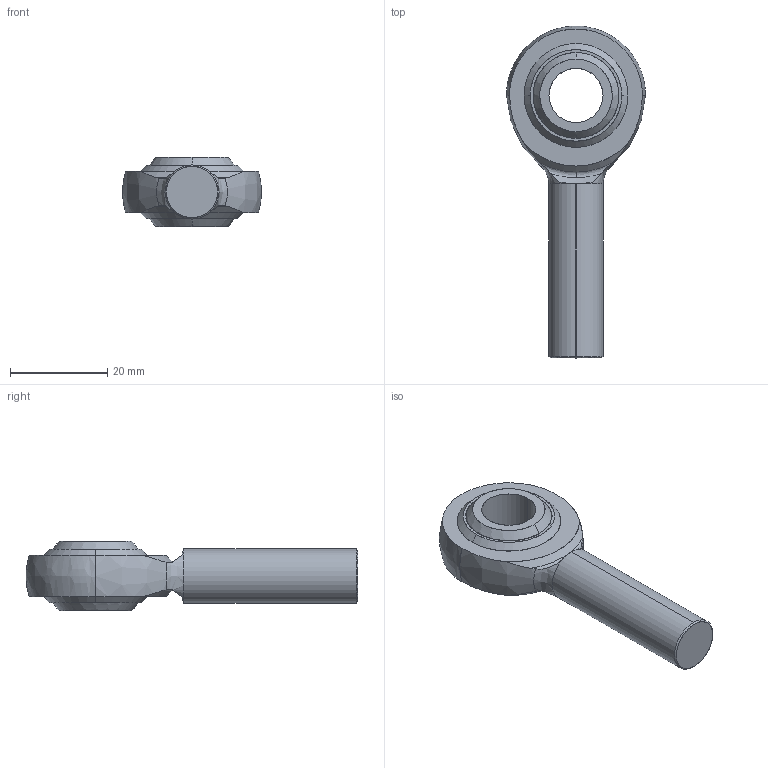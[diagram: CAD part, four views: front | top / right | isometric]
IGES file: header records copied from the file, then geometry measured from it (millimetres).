
Start section: SolidWorks IGES file using analytic representation for surfaces
Global section: file name: CFDEFAU08122148205891.igs; native system: SolidWorks 2017; preprocessor: SolidWorks 2017; author: partstream; date: 170812.214822; units: millimetre
Bounding box: 28.57 x 68.26 x 14.27 mm (x, y, z)
Surface area: 3914.4 mm2 (no closed solid volume)
Topology: 0 solids, 0 shells, 43 faces, 895 edges, 899 vertices
Faces by surface type: bspline 27, revolution 16
